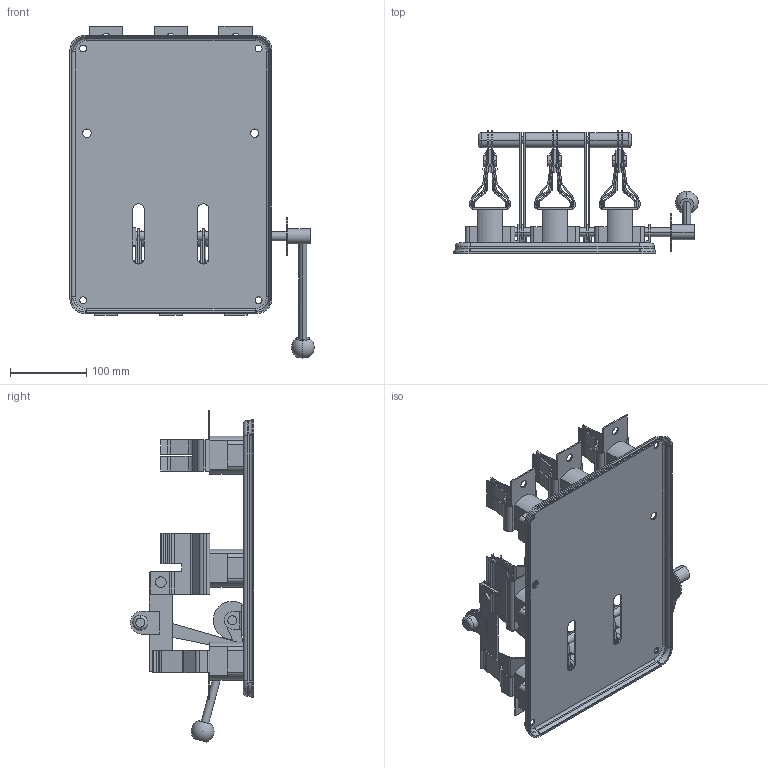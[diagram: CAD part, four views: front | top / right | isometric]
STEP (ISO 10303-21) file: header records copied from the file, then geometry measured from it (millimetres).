
FILE_DESCRIPTION (( 'STEP AP203' ), '1' );
FILE_NAME ('Ðàçúåäèíèòåëü ÐÏÁ-4 400À Ï ïðàâûé ïðèâîä, áåç ÏÏÍ (rpb-400).STEP', '2018-09-04T06:56:00', ( '' ), ( '' ), 'SwSTEP 2.0', 'SolidWorks 2017', '' );
FILE_SCHEMA (( 'CONFIG_CONTROL_DESIGN' ));
Length unit declared in the file: millimetre
Products named in the file (1): Ðàçúåäèíèòåëü ÐÏÁ-4 400À Ï ïðàâûé ïðèâîä, áåç ÏÏÍ (rpb-400)
Bounding box: 320.45 x 161.67 x 435.2 mm (x, y, z)
Volume: 1410628.8 mm3; surface area: 597199.5 mm2
Topology: 47 solids, 47 shells, 1433 faces, 3356 edges, 2035 vertices
Faces by surface type: plane 939, cylinder 456, bspline 24, torus 12, sphere 2
Entity records: 41420 total; most frequent: CARTESIAN_POINT 8124, DIRECTION 7082, ORIENTED_EDGE 6702, EDGE_CURVE 3351, AXIS2_PLACEMENT_3D 2369, LINE 2344, VECTOR 2344, VERTEX_POINT 2032
